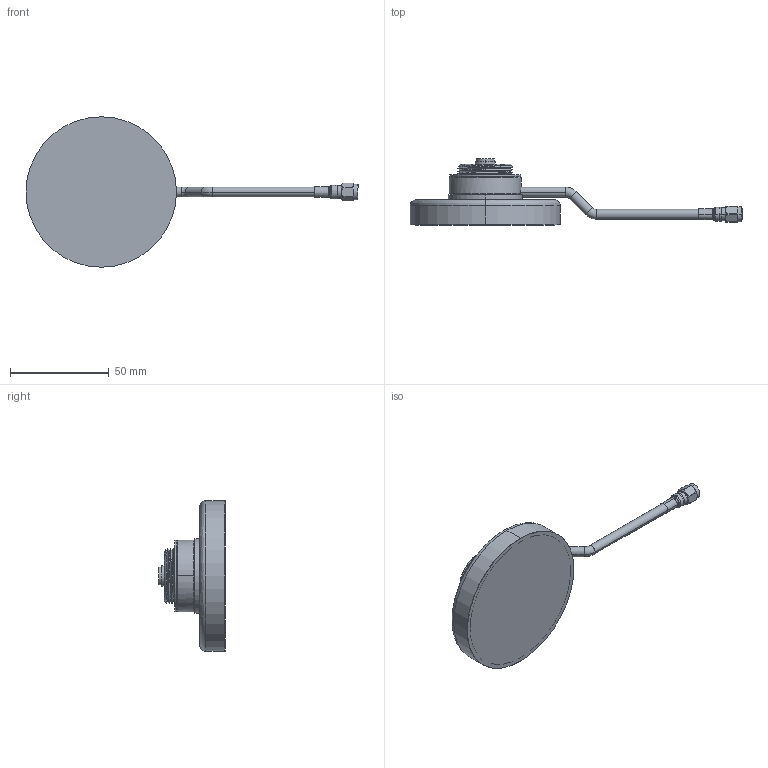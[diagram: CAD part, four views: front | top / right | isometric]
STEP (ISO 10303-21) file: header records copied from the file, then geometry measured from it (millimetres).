
FILE_DESCRIPTION (( 'STEP AP214' ), '1' );
FILE_NAME ('FMMA1-RSPA10_3D.step', '2023-03-15T17:05:26', ( '' ), ( '' ), 'SwSTEP 2.0', 'SolidWorks 2022', '' );
FILE_SCHEMA (( 'AUTOMOTIVE_DESIGN' ));
Length unit declared in the file: inch
Products named in the file (4): Copy of NMO Base w Cable^FMMA1-RSPA10; FMMA1-RSPA10_3D; Copy of RSP 230124^FMMA1-RSPA10; Copy of HeatShrink-195_230124^FMMA1-RSPA10
Assembly tree (3 placements, depth 2):
  FMMA1-RSPA10_3D
    Copy of NMO Base w Cable^FMMA1-RSPA10
    Copy of RSP 230124^FMMA1-RSPA10
    Copy of HeatShrink-195_230124^FMMA1-RSPA10
Bounding box: 167.69 x 33.35 x 76 mm (x, y, z)
Volume: 60400.6 mm3; surface area: 43671.8 mm2
Topology: 10 solids, 10 shells, 254 faces, 614 edges, 389 vertices
Faces by surface type: cylinder 124, plane 77, cone 31, bspline 14, torus 8
Entity records: 13322 total; most frequent: CARTESIAN_POINT 5542, DIRECTION 1241, ORIENTED_EDGE 1220, EDGE_CURVE 610, AXIS2_PLACEMENT_3D 513, VERTEX_POINT 389, EDGE_LOOP 287, CIRCLE 267
